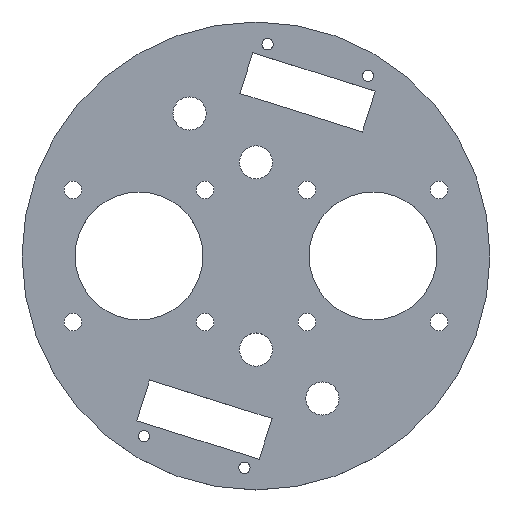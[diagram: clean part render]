
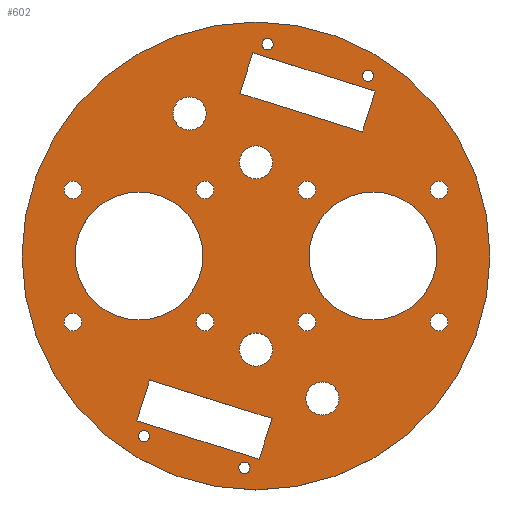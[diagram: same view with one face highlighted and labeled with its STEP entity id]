
A CAD part, top view. The second image highlights one B-rep face of the part: STEP entity #602.
In plain terms, the highlighted planar face has unit normal (0, 0, 1).
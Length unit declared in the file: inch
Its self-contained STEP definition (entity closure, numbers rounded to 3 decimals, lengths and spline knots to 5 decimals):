
#90=LINE('',#913,#114);
#91=LINE('',#916,#115);
#92=LINE('',#918,#116);
#93=LINE('',#920,#117);
#94=LINE('',#933,#118);
#95=LINE('',#936,#119);
#96=LINE('',#938,#120);
#97=LINE('',#940,#121);
#114=VECTOR('',#739,39.37008);
#115=VECTOR('',#740,39.37008);
#116=VECTOR('',#741,39.37008);
#117=VECTOR('',#742,39.37008);
#118=VECTOR('',#755,39.37008);
#119=VECTOR('',#756,39.37008);
#120=VECTOR('',#757,39.37008);
#121=VECTOR('',#758,39.37008);
#138=ORIENTED_EDGE('',*,*,#262,.F.);
#139=ORIENTED_EDGE('',*,*,#263,.T.);
#140=ORIENTED_EDGE('',*,*,#264,.T.);
#141=ORIENTED_EDGE('',*,*,#265,.T.);
#142=ORIENTED_EDGE('',*,*,#266,.T.);
#143=ORIENTED_EDGE('',*,*,#267,.T.);
#144=ORIENTED_EDGE('',*,*,#268,.T.);
#145=ORIENTED_EDGE('',*,*,#269,.T.);
#146=ORIENTED_EDGE('',*,*,#270,.T.);
#147=ORIENTED_EDGE('',*,*,#271,.T.);
#148=ORIENTED_EDGE('',*,*,#272,.F.);
#149=ORIENTED_EDGE('',*,*,#273,.T.);
#150=ORIENTED_EDGE('',*,*,#274,.T.);
#151=ORIENTED_EDGE('',*,*,#275,.T.);
#152=ORIENTED_EDGE('',*,*,#276,.T.);
#153=ORIENTED_EDGE('',*,*,#277,.T.);
#154=ORIENTED_EDGE('',*,*,#278,.T.);
#155=ORIENTED_EDGE('',*,*,#279,.T.);
#156=ORIENTED_EDGE('',*,*,#280,.T.);
#157=ORIENTED_EDGE('',*,*,#281,.T.);
#158=ORIENTED_EDGE('',*,*,#282,.F.);
#159=ORIENTED_EDGE('',*,*,#283,.T.);
#160=ORIENTED_EDGE('',*,*,#284,.T.);
#161=ORIENTED_EDGE('',*,*,#285,.T.);
#162=ORIENTED_EDGE('',*,*,#286,.T.);
#163=ORIENTED_EDGE('',*,*,#287,.F.);
#164=ORIENTED_EDGE('',*,*,#288,.T.);
#262=EDGE_CURVE('',#324,#324,#378,.T.);
#263=EDGE_CURVE('',#325,#325,#379,.F.);
#264=EDGE_CURVE('',#326,#326,#380,.F.);
#265=EDGE_CURVE('',#327,#327,#381,.F.);
#266=EDGE_CURVE('',#328,#329,#90,.T.);
#267=EDGE_CURVE('',#329,#330,#91,.T.);
#268=EDGE_CURVE('',#330,#331,#92,.T.);
#269=EDGE_CURVE('',#331,#328,#93,.T.);
#270=EDGE_CURVE('',#332,#332,#382,.F.);
#271=EDGE_CURVE('',#333,#333,#383,.F.);
#272=EDGE_CURVE('',#334,#334,#384,.T.);
#273=EDGE_CURVE('',#335,#335,#385,.F.);
#274=EDGE_CURVE('',#336,#336,#386,.F.);
#275=EDGE_CURVE('',#337,#337,#387,.T.);
#276=EDGE_CURVE('',#338,#339,#94,.T.);
#277=EDGE_CURVE('',#339,#340,#95,.T.);
#278=EDGE_CURVE('',#340,#341,#96,.T.);
#279=EDGE_CURVE('',#341,#338,#97,.T.);
#280=EDGE_CURVE('',#342,#342,#388,.F.);
#281=EDGE_CURVE('',#343,#343,#389,.F.);
#282=EDGE_CURVE('',#344,#344,#390,.T.);
#283=EDGE_CURVE('',#345,#345,#391,.F.);
#284=EDGE_CURVE('',#346,#346,#392,.F.);
#285=EDGE_CURVE('',#347,#347,#393,.F.);
#286=EDGE_CURVE('',#348,#348,#394,.F.);
#287=EDGE_CURVE('',#349,#349,#395,.T.);
#288=EDGE_CURVE('',#350,#350,#396,.F.);
#324=VERTEX_POINT('',#906);
#325=VERTEX_POINT('',#908);
#326=VERTEX_POINT('',#910);
#327=VERTEX_POINT('',#912);
#328=VERTEX_POINT('',#914);
#329=VERTEX_POINT('',#915);
#330=VERTEX_POINT('',#917);
#331=VERTEX_POINT('',#919);
#332=VERTEX_POINT('',#922);
#333=VERTEX_POINT('',#924);
#334=VERTEX_POINT('',#926);
#335=VERTEX_POINT('',#928);
#336=VERTEX_POINT('',#930);
#337=VERTEX_POINT('',#932);
#338=VERTEX_POINT('',#934);
#339=VERTEX_POINT('',#935);
#340=VERTEX_POINT('',#937);
#341=VERTEX_POINT('',#939);
#342=VERTEX_POINT('',#942);
#343=VERTEX_POINT('',#944);
#344=VERTEX_POINT('',#946);
#345=VERTEX_POINT('',#948);
#346=VERTEX_POINT('',#950);
#347=VERTEX_POINT('',#952);
#348=VERTEX_POINT('',#954);
#349=VERTEX_POINT('',#956);
#350=VERTEX_POINT('',#958);
#378=CIRCLE('',#645,0.0705);
#379=CIRCLE('',#646,0.133);
#380=CIRCLE('',#647,0.0705);
#381=CIRCLE('',#648,0.133);
#382=CIRCLE('',#649,0.04528);
#383=CIRCLE('',#650,0.0705);
#384=CIRCLE('',#651,0.0705);
#385=CIRCLE('',#652,0.5125);
#386=CIRCLE('',#653,0.133);
#387=CIRCLE('',#654,1.875);
#388=CIRCLE('',#655,0.5125);
#389=CIRCLE('',#656,0.0705);
#390=CIRCLE('',#657,0.0705);
#391=CIRCLE('',#658,0.04528);
#392=CIRCLE('',#659,0.0705);
#393=CIRCLE('',#660,0.133);
#394=CIRCLE('',#661,0.04528);
#395=CIRCLE('',#662,0.0705);
#396=CIRCLE('',#663,0.04528);
#416=EDGE_LOOP('',(#138));
#417=EDGE_LOOP('',(#139));
#418=EDGE_LOOP('',(#140));
#419=EDGE_LOOP('',(#141));
#420=EDGE_LOOP('',(#142,#143,#144,#145));
#421=EDGE_LOOP('',(#146));
#422=EDGE_LOOP('',(#147));
#423=EDGE_LOOP('',(#148));
#424=EDGE_LOOP('',(#149));
#425=EDGE_LOOP('',(#150));
#426=EDGE_LOOP('',(#151));
#427=EDGE_LOOP('',(#152,#153,#154,#155));
#428=EDGE_LOOP('',(#156));
#429=EDGE_LOOP('',(#157));
#430=EDGE_LOOP('',(#158));
#431=EDGE_LOOP('',(#159));
#432=EDGE_LOOP('',(#160));
#433=EDGE_LOOP('',(#161));
#434=EDGE_LOOP('',(#162));
#435=EDGE_LOOP('',(#163));
#436=EDGE_LOOP('',(#164));
#504=FACE_BOUND('',#416,.T.);
#505=FACE_BOUND('',#417,.T.);
#506=FACE_BOUND('',#418,.T.);
#507=FACE_BOUND('',#419,.T.);
#508=FACE_BOUND('',#420,.T.);
#509=FACE_BOUND('',#421,.T.);
#510=FACE_BOUND('',#422,.T.);
#511=FACE_BOUND('',#423,.T.);
#512=FACE_BOUND('',#424,.T.);
#513=FACE_BOUND('',#425,.T.);
#514=FACE_BOUND('',#426,.T.);
#515=FACE_BOUND('',#427,.T.);
#516=FACE_BOUND('',#428,.T.);
#517=FACE_BOUND('',#429,.T.);
#518=FACE_BOUND('',#430,.T.);
#519=FACE_BOUND('',#431,.T.);
#520=FACE_BOUND('',#432,.T.);
#521=FACE_BOUND('',#433,.T.);
#522=FACE_BOUND('',#434,.T.);
#523=FACE_BOUND('',#435,.T.);
#524=FACE_BOUND('',#436,.T.);
#592=PLANE('',#644);
#602=ADVANCED_FACE('',(#504,#505,#506,#507,#508,#509,#510,#511,#512,#513,
#514,#515,#516,#517,#518,#519,#520,#521,#522,#523,#524),#592,.T.);
#644=AXIS2_PLACEMENT_3D('',#904,#729,#730);
#645=AXIS2_PLACEMENT_3D('',#905,#731,#732);
#646=AXIS2_PLACEMENT_3D('',#907,#733,#734);
#647=AXIS2_PLACEMENT_3D('',#909,#735,#736);
#648=AXIS2_PLACEMENT_3D('',#911,#737,#738);
#649=AXIS2_PLACEMENT_3D('',#921,#743,#744);
#650=AXIS2_PLACEMENT_3D('',#923,#745,#746);
#651=AXIS2_PLACEMENT_3D('',#925,#747,#748);
#652=AXIS2_PLACEMENT_3D('',#927,#749,#750);
#653=AXIS2_PLACEMENT_3D('',#929,#751,#752);
#654=AXIS2_PLACEMENT_3D('',#931,#753,#754);
#655=AXIS2_PLACEMENT_3D('',#941,#759,#760);
#656=AXIS2_PLACEMENT_3D('',#943,#761,#762);
#657=AXIS2_PLACEMENT_3D('',#945,#763,#764);
#658=AXIS2_PLACEMENT_3D('',#947,#765,#766);
#659=AXIS2_PLACEMENT_3D('',#949,#767,#768);
#660=AXIS2_PLACEMENT_3D('',#951,#769,#770);
#661=AXIS2_PLACEMENT_3D('',#953,#771,#772);
#662=AXIS2_PLACEMENT_3D('',#955,#773,#774);
#663=AXIS2_PLACEMENT_3D('',#957,#775,#776);
#729=DIRECTION('',(0.,0.,1.));
#730=DIRECTION('',(1.,0.,0.));
#731=DIRECTION('',(0.,0.,1.));
#732=DIRECTION('',(1.,0.,0.));
#733=DIRECTION('',(0.,0.,1.));
#734=DIRECTION('',(1.,0.,0.));
#735=DIRECTION('',(0.,0.,1.));
#736=DIRECTION('',(1.,0.,0.));
#737=DIRECTION('',(0.,0.,1.));
#738=DIRECTION('',(1.,0.,0.));
#739=DIRECTION('',(-0.954,0.301,0.));
#740=DIRECTION('',(0.301,0.954,0.));
#741=DIRECTION('',(0.954,-0.301,0.));
#742=DIRECTION('',(-0.301,-0.954,0.));
#743=DIRECTION('',(0.,0.,1.));
#744=DIRECTION('',(1.,0.,0.));
#745=DIRECTION('',(0.,0.,1.));
#746=DIRECTION('',(1.,0.,0.));
#747=DIRECTION('',(0.,0.,1.));
#748=DIRECTION('',(1.,0.,0.));
#749=DIRECTION('',(0.,0.,1.));
#750=DIRECTION('',(1.,0.,0.));
#751=DIRECTION('',(0.,0.,1.));
#752=DIRECTION('',(1.,0.,0.));
#753=DIRECTION('',(0.,0.,1.));
#754=DIRECTION('',(1.,0.,0.));
#755=DIRECTION('',(-0.954,0.301,0.));
#756=DIRECTION('',(0.301,0.954,0.));
#757=DIRECTION('',(0.954,-0.301,0.));
#758=DIRECTION('',(-0.301,-0.954,0.));
#759=DIRECTION('',(0.,0.,1.));
#760=DIRECTION('',(1.,0.,0.));
#761=DIRECTION('',(0.,0.,1.));
#762=DIRECTION('',(1.,0.,0.));
#763=DIRECTION('',(0.,0.,1.));
#764=DIRECTION('',(1.,0.,0.));
#765=DIRECTION('',(0.,0.,1.));
#766=DIRECTION('',(1.,0.,0.));
#767=DIRECTION('',(0.,0.,1.));
#768=DIRECTION('',(1.,0.,0.));
#769=DIRECTION('',(0.,0.,1.));
#770=DIRECTION('',(1.,0.,0.));
#771=DIRECTION('',(0.,0.,1.));
#772=DIRECTION('',(1.,0.,0.));
#773=DIRECTION('',(0.,0.,1.));
#774=DIRECTION('',(1.,0.,0.));
#775=DIRECTION('',(0.,0.,1.));
#776=DIRECTION('',(1.,0.,0.));
#904=CARTESIAN_POINT('',(0.,0.,0.125));
#905=CARTESIAN_POINT('',(-0.40717,0.53033,0.125));
#906=CARTESIAN_POINT('',(-0.33667,0.53033,0.125));
#907=CARTESIAN_POINT('',(-0.53243,1.14181,0.125));
#908=CARTESIAN_POINT('',(-0.39943,1.14181,0.125));
#909=CARTESIAN_POINT('',(0.40717,-0.53033,0.125));
#910=CARTESIAN_POINT('',(0.47767,-0.53033,0.125));
#911=CARTESIAN_POINT('',(0.,0.75,0.125));
#912=CARTESIAN_POINT('',(0.133,0.75,0.125));
#913=CARTESIAN_POINT('',(-0.46497,-1.47469,0.125));
#914=CARTESIAN_POINT('',(0.02559,-1.62937,0.125));
#915=CARTESIAN_POINT('',(-0.95553,-1.32002,0.125));
#916=CARTESIAN_POINT('',(-0.49056,0.15467,0.125));
#917=CARTESIAN_POINT('',(-0.85254,-0.99335,0.125));
#918=CARTESIAN_POINT('',(-0.36197,-1.14803,0.125));
#919=CARTESIAN_POINT('',(0.12859,-1.3027,0.125));
#920=CARTESIAN_POINT('',(0.49056,-0.15467,0.125));
#921=CARTESIAN_POINT('',(0.89748,1.44359,0.125));
#922=CARTESIAN_POINT('',(0.94276,1.44359,0.125));
#923=CARTESIAN_POINT('',(0.40717,0.53033,0.125));
#924=CARTESIAN_POINT('',(0.47767,0.53033,0.125));
#925=CARTESIAN_POINT('',(-1.46783,-0.53033,0.125));
#926=CARTESIAN_POINT('',(-1.39733,-0.53033,0.125));
#927=CARTESIAN_POINT('',(-0.9375,0.,0.125));
#928=CARTESIAN_POINT('',(-0.425,0.,0.125));
#929=CARTESIAN_POINT('',(0.53243,-1.14181,0.125));
#930=CARTESIAN_POINT('',(0.66543,-1.14181,0.125));
#931=CARTESIAN_POINT('',(0.,0.,0.125));
#932=CARTESIAN_POINT('',(1.875,0.,0.125));
#933=CARTESIAN_POINT('',(0.36197,1.14803,0.125));
#934=CARTESIAN_POINT('',(0.85254,0.99335,0.125));
#935=CARTESIAN_POINT('',(-0.12859,1.3027,0.125));
#936=CARTESIAN_POINT('',(-0.49056,0.15467,0.125));
#937=CARTESIAN_POINT('',(-0.02559,1.62937,0.125));
#938=CARTESIAN_POINT('',(0.46497,1.47469,0.125));
#939=CARTESIAN_POINT('',(0.95553,1.32002,0.125));
#940=CARTESIAN_POINT('',(0.49056,-0.15467,0.125));
#941=CARTESIAN_POINT('',(0.9375,0.,0.125));
#942=CARTESIAN_POINT('',(1.45,0.,0.125));
#943=CARTESIAN_POINT('',(1.46783,0.53033,0.125));
#944=CARTESIAN_POINT('',(1.53833,0.53033,0.125));
#945=CARTESIAN_POINT('',(-1.46783,0.53033,0.125));
#946=CARTESIAN_POINT('',(-1.39733,0.53033,0.125));
#947=CARTESIAN_POINT('',(-0.89748,-1.44359,0.125));
#948=CARTESIAN_POINT('',(-0.85221,-1.44359,0.125));
#949=CARTESIAN_POINT('',(1.46783,-0.53033,0.125));
#950=CARTESIAN_POINT('',(1.53833,-0.53033,0.125));
#951=CARTESIAN_POINT('',(0.,-0.75,0.125));
#952=CARTESIAN_POINT('',(0.133,-0.75,0.125));
#953=CARTESIAN_POINT('',(0.09283,1.69729,0.125));
#954=CARTESIAN_POINT('',(0.13811,1.69729,0.125));
#955=CARTESIAN_POINT('',(-0.40717,-0.53033,0.125));
#956=CARTESIAN_POINT('',(-0.33667,-0.53033,0.125));
#957=CARTESIAN_POINT('',(-0.09283,-1.69729,0.125));
#958=CARTESIAN_POINT('',(-0.04756,-1.69729,0.125));
